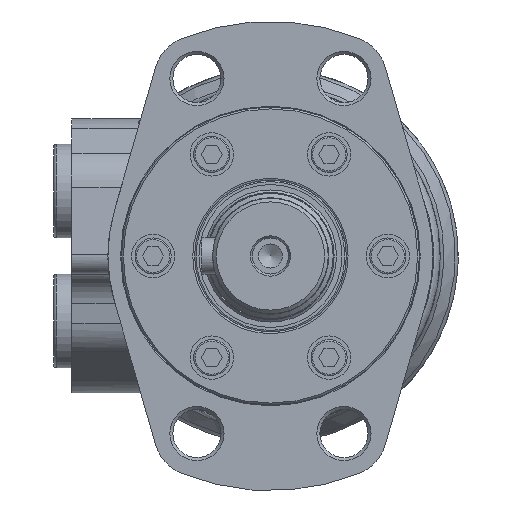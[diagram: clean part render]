
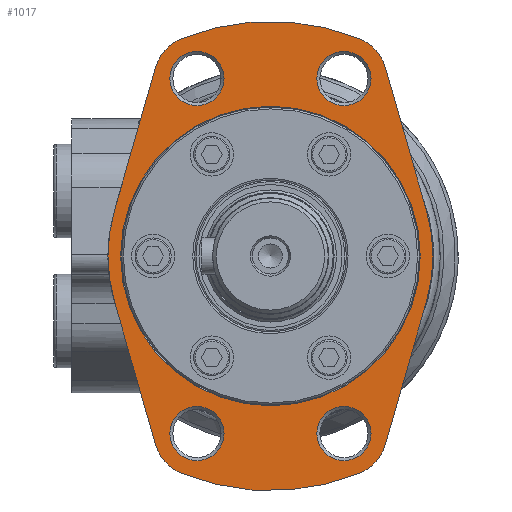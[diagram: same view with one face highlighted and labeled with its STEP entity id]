
A CAD part, left-side view. The second image highlights one B-rep face of the part: STEP entity #1017.
In plain terms, the highlighted planar face has unit normal (-1, 0, 0).
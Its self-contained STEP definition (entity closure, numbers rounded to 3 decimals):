
#1017 = ADVANCED_FACE( '', ( #2229, #2230, #2231, #2232, #2233, #2234 ), #2235, .F. );
#2229 = FACE_OUTER_BOUND( '', #3723, .T. );
#2230 = FACE_BOUND( '', #3724, .T. );
#2231 = FACE_BOUND( '', #3725, .T. );
#2232 = FACE_BOUND( '', #3726, .T. );
#2233 = FACE_BOUND( '', #3727, .T. );
#2234 = FACE_BOUND( '', #3728, .T. );
#2235 = PLANE( '', #3729 );
#3723 = EDGE_LOOP( '', ( #6200, #6201, #6202, #6203, #6204, #6205, #6206, #6207, #6208, #6209, #6210, #6211 ) );
#3724 = EDGE_LOOP( '', ( #6212 ) );
#3725 = EDGE_LOOP( '', ( #6213 ) );
#3726 = EDGE_LOOP( '', ( #6214 ) );
#3727 = EDGE_LOOP( '', ( #6215 ) );
#3728 = EDGE_LOOP( '', ( #6216 ) );
#3729 = AXIS2_PLACEMENT_3D( '', #6217, #6218, #6219 );
#6200 = ORIENTED_EDGE( '', *, *, #8533, .F. );
#6201 = ORIENTED_EDGE( '', *, *, #8201, .F. );
#6202 = ORIENTED_EDGE( '', *, *, #8534, .F. );
#6203 = ORIENTED_EDGE( '', *, *, #8275, .F. );
#6204 = ORIENTED_EDGE( '', *, *, #8052, .F. );
#6205 = ORIENTED_EDGE( '', *, *, #8161, .F. );
#6206 = ORIENTED_EDGE( '', *, *, #8535, .F. );
#6207 = ORIENTED_EDGE( '', *, *, #8047, .F. );
#6208 = ORIENTED_EDGE( '', *, *, #8520, .F. );
#6209 = ORIENTED_EDGE( '', *, *, #8536, .F. );
#6210 = ORIENTED_EDGE( '', *, *, #8537, .F. );
#6211 = ORIENTED_EDGE( '', *, *, #8270, .F. );
#6212 = ORIENTED_EDGE( '', *, *, #8538, .T. );
#6213 = ORIENTED_EDGE( '', *, *, #8539, .T. );
#6214 = ORIENTED_EDGE( '', *, *, #8540, .T. );
#6215 = ORIENTED_EDGE( '', *, *, #8541, .T. );
#6216 = ORIENTED_EDGE( '', *, *, #8542, .T. );
#6217 = CARTESIAN_POINT( '', ( 0., 0., 0. ) );
#6218 = DIRECTION( '', ( 1., 0., 0. ) );
#6219 = DIRECTION( '', ( 0., 0., -1. ) );
#8047 = EDGE_CURVE( '', #9561, #9562, #9563, .T. );
#8052 = EDGE_CURVE( '', #9570, #9571, #9572, .T. );
#8161 = EDGE_CURVE( '', #9742, #9570, #9743, .T. );
#8201 = EDGE_CURVE( '', #9801, #9802, #9803, .T. );
#8270 = EDGE_CURVE( '', #9906, #9908, #9909, .T. );
#8275 = EDGE_CURVE( '', #9571, #9916, #9917, .T. );
#8520 = EDGE_CURVE( '', #10246, #9561, #10247, .T. );
#8533 = EDGE_CURVE( '', #9802, #9906, #10264, .T. );
#8534 = EDGE_CURVE( '', #9916, #9801, #10265, .T. );
#8535 = EDGE_CURVE( '', #9562, #9742, #10266, .T. );
#8536 = EDGE_CURVE( '', #10267, #10246, #10268, .T. );
#8537 = EDGE_CURVE( '', #9908, #10267, #10269, .T. );
#8538 = EDGE_CURVE( '', #10270, #10270, #10271, .T. );
#8539 = EDGE_CURVE( '', #10272, #10272, #10273, .T. );
#8540 = EDGE_CURVE( '', #10274, #10274, #10275, .T. );
#8541 = EDGE_CURVE( '', #10276, #10276, #10277, .T. );
#8542 = EDGE_CURVE( '', #10278, #10278, #10279, .T. );
#9561 = VERTEX_POINT( '', #12622 );
#9562 = VERTEX_POINT( '', #12623 );
#9563 = LINE( '', #12624, #12625 );
#9570 = VERTEX_POINT( '', #12635 );
#9571 = VERTEX_POINT( '', #12636 );
#9572 = CIRCLE( '', #12637, 12. );
#9742 = VERTEX_POINT( '', #13009 );
#9743 = LINE( '', #13010, #13011 );
#9801 = VERTEX_POINT( '', #13146 );
#9802 = VERTEX_POINT( '', #13147 );
#9803 = LINE( '', #13148, #13149 );
#9906 = VERTEX_POINT( '', #13351 );
#9908 = VERTEX_POINT( '', #13354 );
#9909 = LINE( '', #13355, #13356 );
#9916 = VERTEX_POINT( '', #13366 );
#9917 = CIRCLE( '', #13367, 65. );
#10246 = VERTEX_POINT( '', #14167 );
#10247 = CIRCLE( '', #14168, 12. );
#10264 = CIRCLE( '', #14190, 45. );
#10265 = CIRCLE( '', #14191, 12. );
#10266 = CIRCLE( '', #14192, 45. );
#10267 = VERTEX_POINT( '', #14193 );
#10268 = CIRCLE( '', #14194, 65. );
#10269 = CIRCLE( '', #14195, 12. );
#10270 = VERTEX_POINT( '', #14196 );
#10271 = CIRCLE( '', #14197, 7.505 );
#10272 = VERTEX_POINT( '', #14198 );
#10273 = CIRCLE( '', #14199, 7.505 );
#10274 = VERTEX_POINT( '', #14200 );
#10275 = CIRCLE( '', #14201, 7.505 );
#10276 = VERTEX_POINT( '', #14202 );
#10277 = CIRCLE( '', #14203, 7.505 );
#10278 = VERTEX_POINT( '', #14204 );
#10279 = CIRCLE( '', #14205, 41.485 );
#12622 = CARTESIAN_POINT( '', ( 0., -31.825, 52.27 ) );
#12623 = CARTESIAN_POINT( '', ( 0., -43.257, 12.404 ) );
#12624 = CARTESIAN_POINT( '', ( 0., -31.825, 52.27 ) );
#12625 = VECTOR( '', #15295, 1000. );
#12635 = CARTESIAN_POINT( '', ( 0., -31.825, -52.27 ) );
#12636 = CARTESIAN_POINT( '', ( 0., -24.884, -60.048 ) );
#12637 = AXIS2_PLACEMENT_3D( '', #15299, #15300, #15301 );
#13009 = CARTESIAN_POINT( '', ( 0., -43.257, -12.404 ) );
#13010 = CARTESIAN_POINT( '', ( 0., -43.257, -12.404 ) );
#13011 = VECTOR( '', #15458, 1000. );
#13146 = CARTESIAN_POINT( '', ( 0., 31.825, -52.27 ) );
#13147 = CARTESIAN_POINT( '', ( 0., 43.257, -12.404 ) );
#13148 = CARTESIAN_POINT( '', ( 0., 31.825, -52.27 ) );
#13149 = VECTOR( '', #15499, 1000. );
#13351 = CARTESIAN_POINT( '', ( 0., 43.257, 12.404 ) );
#13354 = CARTESIAN_POINT( '', ( 0., 31.825, 52.27 ) );
#13355 = CARTESIAN_POINT( '', ( 0., 43.257, 12.404 ) );
#13356 = VECTOR( '', #15562, 1000. );
#13366 = CARTESIAN_POINT( '', ( 0., 24.884, -60.048 ) );
#13367 = AXIS2_PLACEMENT_3D( '', #15566, #15567, #15568 );
#14167 = CARTESIAN_POINT( '', ( 0., -24.884, 60.048 ) );
#14168 = AXIS2_PLACEMENT_3D( '', #15810, #15811, #15812 );
#14190 = AXIS2_PLACEMENT_3D( '', #15824, #15825, #15826 );
#14191 = AXIS2_PLACEMENT_3D( '', #15827, #15828, #15829 );
#14192 = AXIS2_PLACEMENT_3D( '', #15830, #15831, #15832 );
#14193 = CARTESIAN_POINT( '', ( 0., 24.884, 60.048 ) );
#14194 = AXIS2_PLACEMENT_3D( '', #15833, #15834, #15835 );
#14195 = AXIS2_PLACEMENT_3D( '', #15836, #15837, #15838 );
#14196 = CARTESIAN_POINT( '', ( 0., -20.36, 41.645 ) );
#14197 = AXIS2_PLACEMENT_3D( '', #15839, #15840, #15841 );
#14198 = CARTESIAN_POINT( '', ( 0., -20.36, -56.655 ) );
#14199 = AXIS2_PLACEMENT_3D( '', #15842, #15843, #15844 );
#14200 = CARTESIAN_POINT( '', ( 0., 20.36, 41.645 ) );
#14201 = AXIS2_PLACEMENT_3D( '', #15845, #15846, #15847 );
#14202 = CARTESIAN_POINT( '', ( 0., 20.36, -56.655 ) );
#14203 = AXIS2_PLACEMENT_3D( '', #15848, #15849, #15850 );
#14204 = CARTESIAN_POINT( '', ( 0., 0., -41.485 ) );
#14205 = AXIS2_PLACEMENT_3D( '', #15851, #15852, #15853 );
#15295 = DIRECTION( '', ( 0., -0.276, -0.961 ) );
#15299 = CARTESIAN_POINT( '', ( 0., -20.29, -48.962 ) );
#15300 = DIRECTION( '', ( 1., 0., 0. ) );
#15301 = DIRECTION( '', ( 0., 0., -1. ) );
#15458 = DIRECTION( '', ( 0., 0.276, -0.961 ) );
#15499 = DIRECTION( '', ( 0., 0.276, 0.961 ) );
#15562 = DIRECTION( '', ( 0., -0.276, 0.961 ) );
#15566 = CARTESIAN_POINT( '', ( 0., 0., 0. ) );
#15567 = DIRECTION( '', ( 1., 0., 0. ) );
#15568 = DIRECTION( '', ( 0., 0., -1. ) );
#15810 = CARTESIAN_POINT( '', ( 0., -20.29, 48.962 ) );
#15811 = DIRECTION( '', ( 1., 0., 0. ) );
#15812 = DIRECTION( '', ( 0., 0., -1. ) );
#15824 = CARTESIAN_POINT( '', ( 0., 0., 0. ) );
#15825 = DIRECTION( '', ( 1., 0., 0. ) );
#15826 = DIRECTION( '', ( 0., 0., -1. ) );
#15827 = CARTESIAN_POINT( '', ( 0., 20.29, -48.962 ) );
#15828 = DIRECTION( '', ( 1., 0., 0. ) );
#15829 = DIRECTION( '', ( 0., 0., -1. ) );
#15830 = CARTESIAN_POINT( '', ( 0., 0., 0. ) );
#15831 = DIRECTION( '', ( 1., 0., 0. ) );
#15832 = DIRECTION( '', ( 0., 0., -1. ) );
#15833 = CARTESIAN_POINT( '', ( 0., 0., 0. ) );
#15834 = DIRECTION( '', ( 1., 0., 0. ) );
#15835 = DIRECTION( '', ( 0., 0., -1. ) );
#15836 = CARTESIAN_POINT( '', ( 0., 20.29, 48.962 ) );
#15837 = DIRECTION( '', ( 1., 0., 0. ) );
#15838 = DIRECTION( '', ( 0., 0., -1. ) );
#15839 = CARTESIAN_POINT( '', ( 0., -20.36, 49.15 ) );
#15840 = DIRECTION( '', ( 1., 0., 0. ) );
#15841 = DIRECTION( '', ( 0., 0., -1. ) );
#15842 = CARTESIAN_POINT( '', ( 0., -20.36, -49.15 ) );
#15843 = DIRECTION( '', ( 1., 0., 0. ) );
#15844 = DIRECTION( '', ( 0., 0., -1. ) );
#15845 = CARTESIAN_POINT( '', ( 0., 20.36, 49.15 ) );
#15846 = DIRECTION( '', ( 1., 0., 0. ) );
#15847 = DIRECTION( '', ( 0., 0., -1. ) );
#15848 = CARTESIAN_POINT( '', ( 0., 20.36, -49.15 ) );
#15849 = DIRECTION( '', ( 1., 0., 0. ) );
#15850 = DIRECTION( '', ( 0., 0., -1. ) );
#15851 = CARTESIAN_POINT( '', ( 0., 0., 0. ) );
#15852 = DIRECTION( '', ( 1., 0., 0. ) );
#15853 = DIRECTION( '', ( 0., 0., -1. ) );
